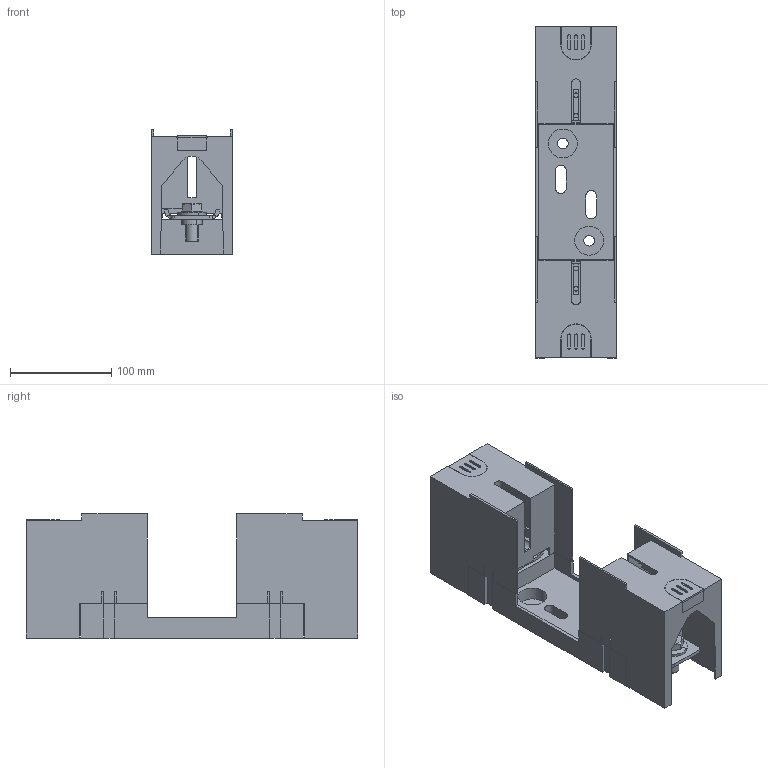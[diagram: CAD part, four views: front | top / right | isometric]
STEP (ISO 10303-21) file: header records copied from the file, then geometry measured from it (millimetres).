
FILE_DESCRIPTION(('CATIA V5 STEP'),'2;1');
FILE_NAME('U3611300_L_NH-Sicherungsunterteil_U3L-1IGZ_1500V_H.stp','2013-04-18T15:51:33+00:00',('none'),('Jean Müller GmbH'),'CATIA Version 5 Release 19 SP 9 (IN-10)','CATIA V5 STEP AP214','none');
FILE_SCHEMA(('AUTOMOTIVE_DESIGN { 1 0 10303 214 1 1 1 1 }'));
Length unit declared in the file: millimetre
Products named in the file (8): U3611300_L_NH-Sicherungsunterteil Gr.3-1500V; 34145_L01_Isoliersockel Gr.3; 34148_L_Kontaktabdeckung Gr.3; 34153_L01_Clip; 66905_Spannscheibe DIN 6796_12; 68276_Sechskantschraube M12x30; 56986_01_L01_Lyrakontakt Gr.3; 60185_Setzmutter_M12
Assembly tree (13 placements, depth 2):
  U3611300_L_NH-Sicherungsunterteil Gr.3-1500V
    34145_L01_Isoliersockel Gr.3
    34148_L_Kontaktabdeckung Gr.3  x2
    34153_L01_Clip  x2
    66905_Spannscheibe DIN 6796_12  x2
    68276_Sechskantschraube M12x30  x2
    56986_01_L01_Lyrakontakt Gr.3  x2
    60185_Setzmutter_M12  x2
Bounding box: 80 x 327.6 x 122.5 mm (x, y, z)
Volume: 576084.1 mm3; surface area: 263548.9 mm2
Topology: 13 solids, 13 shells, 434 faces, 1216 edges, 812 vertices
Faces by surface type: plane 306, cylinder 96, cone 32
Entity records: 8684 total; most frequent: CARTESIAN_POINT 1579, ORIENTED_EDGE 1504, DIRECTION 1166, EDGE_CURVE 752, VECTOR 594, LINE 594, VERTEX_POINT 502, AXIS2_PLACEMENT_3D 357
